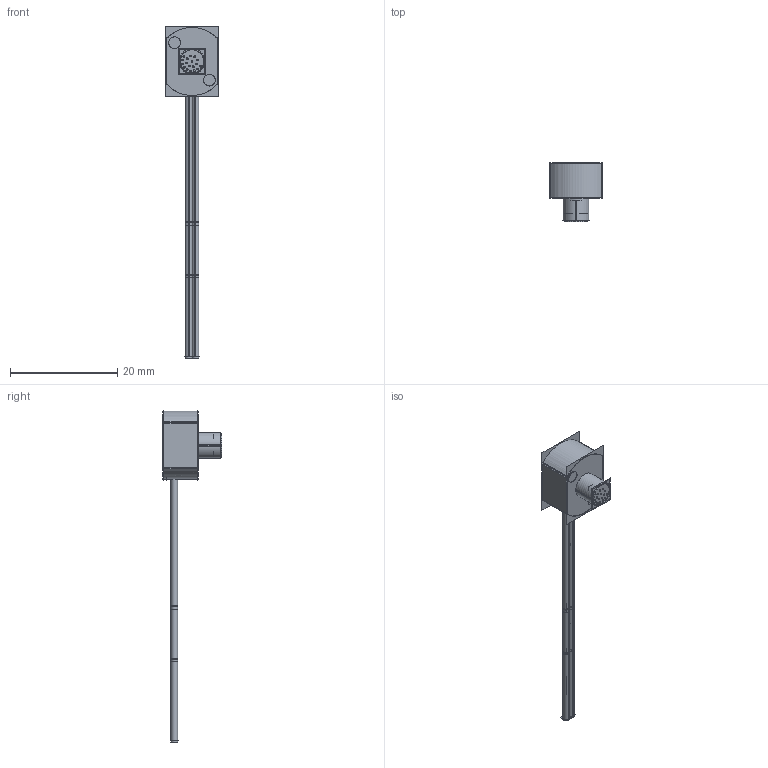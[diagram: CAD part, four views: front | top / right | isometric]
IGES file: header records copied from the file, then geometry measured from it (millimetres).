
Start section:  PTC IGES file: 193343.igs
Global section: file name: 193343.igs; native system: Creo Parametric by Parametric Technology Corporation; preprocessor: 2013230; author: pdmadmin; organization: Unknown; date: 20160217.161544; units: millimetre
Bounding box: 9.91 x 11.02 x 61.9 mm (x, y, z)
Volume: 698.7 mm3; surface area: 10957.6 mm2
Topology: 5 solids, 23 shells, 384 faces, 2477 edges, 3478 vertices
Faces by surface type: revolution 268, bspline 114, extrusion 2
